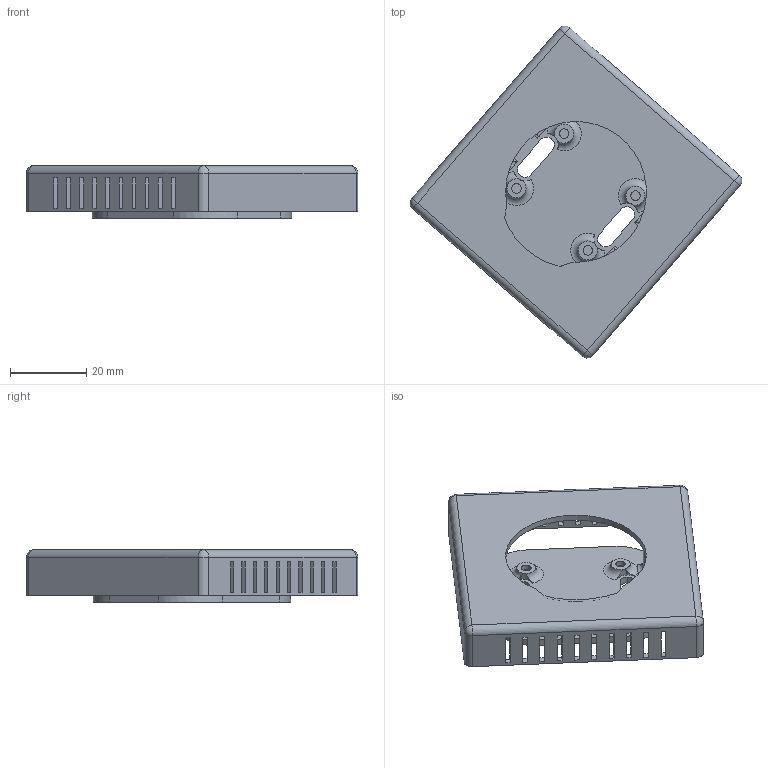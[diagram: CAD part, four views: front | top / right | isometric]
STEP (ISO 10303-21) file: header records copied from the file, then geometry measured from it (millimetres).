
FILE_DESCRIPTION(/* description */ ('','CAx-IF Rec.Pracs.---Representation and Presentation of Product Manufacturing Information (PMI)---4.0---2014-10-13'),/* implementation_level */ '2;1');
FILE_NAME(/* name */ 'Raumtempregler v10.step',/* time_stamp */ '2025-03-04T13:41:52+01:00',/* author */ (''),/* organization */ (''),/* preprocessor_version */ 'ST-DEVELOPER v20',/* originating_system */ 'Autodesk Translation Framework v13.20.0.188',/* authorisation */ '');
FILE_SCHEMA (('AP242_MANAGED_MODEL_BASED_3D_ENGINEERING_MIM_LF { 1 0 10303 442 1 1 4 }'));
Length unit declared in the file: millimetre
Products named in the file (1): UP-Housing
Bounding box: 87.23 x 87.23 x 13.8 mm (x, y, z)
Volume: 11840.4 mm3; surface area: 15969.8 mm2
Topology: 2 solids, 2 shells, 232 faces, 613 edges, 394 vertices
Faces by surface type: plane 152, cylinder 67, sphere 8, torus 4, cone 1
Full cylindrical faces by diameter (mm): 2.5 x4, 4.3 x4
Entity records: 7341 total; most frequent: CARTESIAN_POINT 1420, ORIENTED_EDGE 1226, DIRECTION 1180, EDGE_CURVE 613, LINE 452, VECTOR 452, VERTEX_POINT 394, AXIS2_PLACEMENT_3D 364
